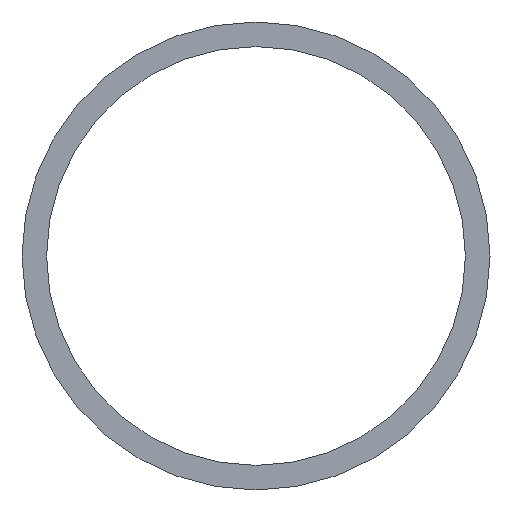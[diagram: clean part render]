
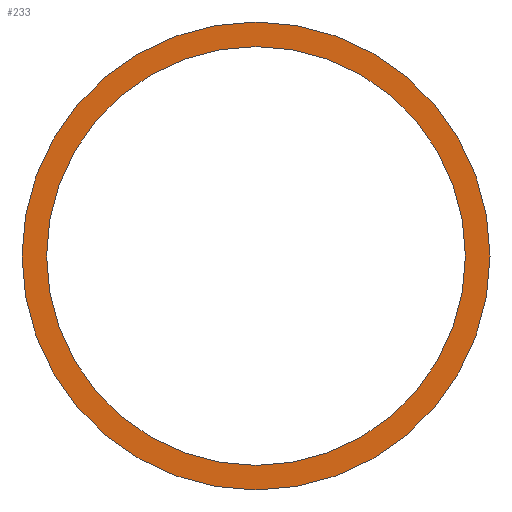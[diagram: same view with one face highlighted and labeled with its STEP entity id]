
A CAD part, left-side view. The second image highlights one B-rep face of the part: STEP entity #233.
In plain terms, the highlighted planar face has unit normal (-1, 0, 0).
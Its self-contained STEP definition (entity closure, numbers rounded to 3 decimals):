
#5 = AXIS2_PLACEMENT_3D ( 'NONE', #243, #70, #206 ) ;
#7 = VERTEX_POINT ( 'NONE', #202 ) ;
#10 = DIRECTION ( 'NONE',  ( 1., 0., 0. ) ) ;
#16 = DIRECTION ( 'NONE',  ( 1., 0., 0. ) ) ;
#31 = CARTESIAN_POINT ( 'NONE',  ( -725., 0., 0. ) ) ;
#51 = EDGE_LOOP ( 'NONE', ( #59, #249 ) ) ;
#59 = ORIENTED_EDGE ( 'NONE', *, *, #158, .T. ) ;
#63 = CIRCLE ( 'NONE', #232, 57.15 ) ;
#68 = DIRECTION ( 'NONE',  ( 0., 1., 0. ) ) ;
#70 = DIRECTION ( 'NONE',  ( 1., 0., 0. ) ) ;
#76 = VERTEX_POINT ( 'NONE', #108 ) ;
#78 = VERTEX_POINT ( 'NONE', #118 ) ;
#88 = CARTESIAN_POINT ( 'NONE',  ( -725., 0., 0. ) ) ;
#89 = ORIENTED_EDGE ( 'NONE', *, *, #187, .F. ) ;
#102 = ORIENTED_EDGE ( 'NONE', *, *, #143, .F. ) ;
#108 = CARTESIAN_POINT ( 'NONE',  ( -725., -51.15, 0. ) ) ;
#118 = CARTESIAN_POINT ( 'NONE',  ( -725., 57.15, 0. ) ) ;
#119 = AXIS2_PLACEMENT_3D ( 'NONE', #124, #236, #179 ) ;
#124 = CARTESIAN_POINT ( 'NONE',  ( -725., 0., 0. ) ) ;
#125 = CIRCLE ( 'NONE', #211, 51.15 ) ;
#127 = PLANE ( 'NONE',  #5 ) ;
#138 = DIRECTION ( 'NONE',  ( 0., 1., 0. ) ) ;
#143 = EDGE_CURVE ( 'NONE', #78, #154, #63, .T. ) ;
#146 = AXIS2_PLACEMENT_3D ( 'NONE', #31, #16, #68 ) ;
#149 = EDGE_CURVE ( 'NONE', #7, #76, #125, .T. ) ;
#154 = VERTEX_POINT ( 'NONE', #222 ) ;
#158 = EDGE_CURVE ( 'NONE', #76, #7, #247, .T. ) ;
#162 = EDGE_LOOP ( 'NONE', ( #89, #102 ) ) ;
#167 = CIRCLE ( 'NONE', #146, 57.15 ) ;
#179 = DIRECTION ( 'NONE',  ( 0., 1., 0. ) ) ;
#183 = DIRECTION ( 'NONE',  ( 1., 0., 0. ) ) ;
#187 = EDGE_CURVE ( 'NONE', #154, #78, #167, .T. ) ;
#202 = CARTESIAN_POINT ( 'NONE',  ( -725., 51.15, 0. ) ) ;
#206 = DIRECTION ( 'NONE',  ( 0., 1., 0. ) ) ;
#211 = AXIS2_PLACEMENT_3D ( 'NONE', #88, #183, #138 ) ;
#217 = DIRECTION ( 'NONE',  ( 0., 1., 0. ) ) ;
#222 = CARTESIAN_POINT ( 'NONE',  ( -725., -57.15, 0. ) ) ;
#225 = FACE_BOUND ( 'NONE', #51, .T. ) ;
#228 = FACE_OUTER_BOUND ( 'NONE', #162, .T. ) ;
#232 = AXIS2_PLACEMENT_3D ( 'NONE', #239, #10, #217 ) ;
#233 = ADVANCED_FACE ( 'NONE', ( #225, #228 ), #127, .F. ) ;
#236 = DIRECTION ( 'NONE',  ( 1., 0., 0. ) ) ;
#239 = CARTESIAN_POINT ( 'NONE',  ( -725., 0., 0. ) ) ;
#243 = CARTESIAN_POINT ( 'NONE',  ( -725., 0., 0. ) ) ;
#247 = CIRCLE ( 'NONE', #119, 51.15 ) ;
#249 = ORIENTED_EDGE ( 'NONE', *, *, #149, .T. ) ;
